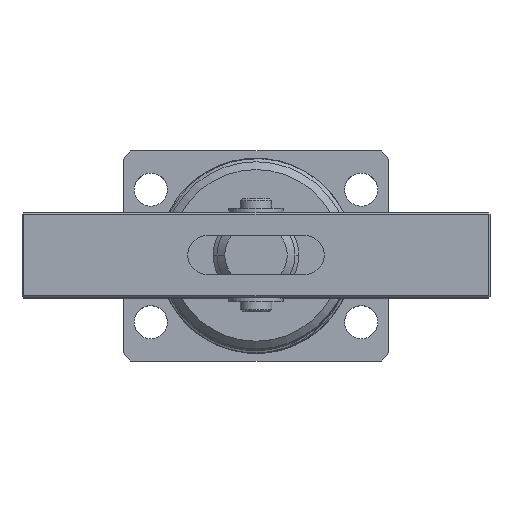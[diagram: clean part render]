
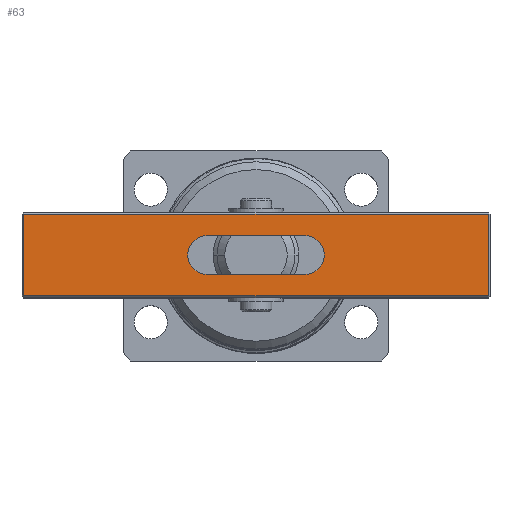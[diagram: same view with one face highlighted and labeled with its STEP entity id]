
A CAD part, top view. The second image highlights one B-rep face of the part: STEP entity #63.
In plain terms, the highlighted planar face has unit normal (0, 0, 1).
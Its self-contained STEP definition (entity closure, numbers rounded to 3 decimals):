
#63 = ADVANCED_FACE ( 'NONE', ( #6121, #8265 ), #7605, .T. ) ;
#94 = VERTEX_POINT ( 'NONE', #432 ) ;
#231 = VERTEX_POINT ( 'NONE', #7948 ) ;
#339 = EDGE_CURVE ( 'NONE', #8426, #5444, #6253, .T. ) ;
#432 = CARTESIAN_POINT ( 'NONE',  ( 59.5, -10.5, 22. ) ) ;
#704 = ORIENTED_EDGE ( 'NONE', *, *, #1955, .F. ) ;
#822 = VECTOR ( 'NONE', #10067, 1000. ) ;
#1163 = CARTESIAN_POINT ( 'NONE',  ( -59.5, -10.5, 22. ) ) ;
#1248 = CARTESIAN_POINT ( 'NONE',  ( -12.5, 5., 22. ) ) ;
#1690 = VERTEX_POINT ( 'NONE', #5974 ) ;
#1814 = VECTOR ( 'NONE', #4449, 1000. ) ;
#1834 = DIRECTION ( 'NONE',  ( 0., 0., 1. ) ) ;
#1955 = EDGE_CURVE ( 'NONE', #4780, #1690, #6351, .T. ) ;
#2279 = AXIS2_PLACEMENT_3D ( 'NONE', #9240, #4417, #10050 ) ;
#2330 = EDGE_CURVE ( 'NONE', #94, #6302, #4337, .T. ) ;
#2558 = LINE ( 'NONE', #9496, #8721 ) ;
#2982 = EDGE_CURVE ( 'NONE', #231, #8880, #9354, .T. ) ;
#3104 = CARTESIAN_POINT ( 'NONE',  ( 12.5, -5., 22. ) ) ;
#3467 = EDGE_CURVE ( 'NONE', #5220, #231, #7279, .T. ) ;
#3547 = ORIENTED_EDGE ( 'NONE', *, *, #339, .T. ) ;
#3614 = ORIENTED_EDGE ( 'NONE', *, *, #8116, .F. ) ;
#3861 = CARTESIAN_POINT ( 'NONE',  ( -12.5, -5., 22. ) ) ;
#3920 = ORIENTED_EDGE ( 'NONE', *, *, #2330, .T. ) ;
#3930 = LINE ( 'NONE', #9231, #1814 ) ;
#4207 = DIRECTION ( 'NONE',  ( 0., 0., 1. ) ) ;
#4337 = LINE ( 'NONE', #10259, #8361 ) ;
#4362 = EDGE_LOOP ( 'NONE', ( #6551, #3920, #6319, #3547 ) ) ;
#4417 = DIRECTION ( 'NONE',  ( 0., 0., 1. ) ) ;
#4432 = CARTESIAN_POINT ( 'NONE',  ( -59.5, -11., 22. ) ) ;
#4449 = DIRECTION ( 'NONE',  ( 1., 0., 0. ) ) ;
#4486 = DIRECTION ( 'NONE',  ( 0., 0., 1. ) ) ;
#4521 = ORIENTED_EDGE ( 'NONE', *, *, #5019, .F. ) ;
#4553 = LINE ( 'NONE', #3861, #6436 ) ;
#4661 = DIRECTION ( 'NONE',  ( 1., 0., 0. ) ) ;
#4780 = VERTEX_POINT ( 'NONE', #6226 ) ;
#5019 = EDGE_CURVE ( 'NONE', #8880, #4780, #8534, .T. ) ;
#5090 = CARTESIAN_POINT ( 'NONE',  ( 59.5, 10.5, 22. ) ) ;
#5220 = VERTEX_POINT ( 'NONE', #3104 ) ;
#5242 = DIRECTION ( 'NONE',  ( 0., -1., 0. ) ) ;
#5444 = VERTEX_POINT ( 'NONE', #1163 ) ;
#5974 = CARTESIAN_POINT ( 'NONE',  ( -12.5, -5., 22. ) ) ;
#6002 = VECTOR ( 'NONE', #5242, 1000. ) ;
#6121 = FACE_OUTER_BOUND ( 'NONE', #4362, .T. ) ;
#6151 = ORIENTED_EDGE ( 'NONE', *, *, #2982, .F. ) ;
#6226 = CARTESIAN_POINT ( 'NONE',  ( -17.5, 0., 22. ) ) ;
#6249 = DIRECTION ( 'NONE',  ( 0., 1., 0. ) ) ;
#6253 = LINE ( 'NONE', #4432, #6002 ) ;
#6302 = VERTEX_POINT ( 'NONE', #5090 ) ;
#6319 = ORIENTED_EDGE ( 'NONE', *, *, #7144, .T. ) ;
#6351 = CIRCLE ( 'NONE', #9450, 5. ) ;
#6436 = VECTOR ( 'NONE', #4661, 1000. ) ;
#6551 = ORIENTED_EDGE ( 'NONE', *, *, #7963, .T. ) ;
#6556 = AXIS2_PLACEMENT_3D ( 'NONE', #9301, #4486, #10112 ) ;
#6616 = CARTESIAN_POINT ( 'NONE',  ( -59.5, 10.5, 22. ) ) ;
#6621 = CARTESIAN_POINT ( 'NONE',  ( 12.5, 0., 22. ) ) ;
#7144 = EDGE_CURVE ( 'NONE', #6302, #8426, #2558, .T. ) ;
#7279 = CIRCLE ( 'NONE', #9502, 5. ) ;
#7413 = DIRECTION ( 'NONE',  ( 1., 0., 0. ) ) ;
#7605 = PLANE ( 'NONE',  #2279 ) ;
#7863 = CARTESIAN_POINT ( 'NONE',  ( -12.5, 5., 22. ) ) ;
#7948 = CARTESIAN_POINT ( 'NONE',  ( 12.5, 5., 22. ) ) ;
#7963 = EDGE_CURVE ( 'NONE', #5444, #94, #3930, .T. ) ;
#8116 = EDGE_CURVE ( 'NONE', #1690, #5220, #4553, .T. ) ;
#8265 = FACE_BOUND ( 'NONE', #8564, .T. ) ;
#8361 = VECTOR ( 'NONE', #6249, 1000. ) ;
#8426 = VERTEX_POINT ( 'NONE', #6616 ) ;
#8534 = CIRCLE ( 'NONE', #6556, 5. ) ;
#8564 = EDGE_LOOP ( 'NONE', ( #6151, #10234, #3614, #704, #4521 ) ) ;
#8691 = DIRECTION ( 'NONE',  ( -1., 0., 0. ) ) ;
#8721 = VECTOR ( 'NONE', #8691, 1000. ) ;
#8880 = VERTEX_POINT ( 'NONE', #7863 ) ;
#9019 = CARTESIAN_POINT ( 'NONE',  ( -12.5, 0., 22. ) ) ;
#9231 = CARTESIAN_POINT ( 'NONE',  ( 60., -10.5, 22. ) ) ;
#9240 = CARTESIAN_POINT ( 'NONE',  ( 0., 0., 22. ) ) ;
#9301 = CARTESIAN_POINT ( 'NONE',  ( -12.5, 0., 22. ) ) ;
#9354 = LINE ( 'NONE', #1248, #822 ) ;
#9450 = AXIS2_PLACEMENT_3D ( 'NONE', #9019, #4207, #9822 ) ;
#9496 = CARTESIAN_POINT ( 'NONE',  ( -60., 10.5, 22. ) ) ;
#9502 = AXIS2_PLACEMENT_3D ( 'NONE', #6621, #1834, #7413 ) ;
#9822 = DIRECTION ( 'NONE',  ( 1., 0., 0. ) ) ;
#10050 = DIRECTION ( 'NONE',  ( 1., 0., 0. ) ) ;
#10067 = DIRECTION ( 'NONE',  ( -1., 0., 0. ) ) ;
#10112 = DIRECTION ( 'NONE',  ( 1., 0., 0. ) ) ;
#10234 = ORIENTED_EDGE ( 'NONE', *, *, #3467, .F. ) ;
#10259 = CARTESIAN_POINT ( 'NONE',  ( 59.5, 11., 22. ) ) ;
